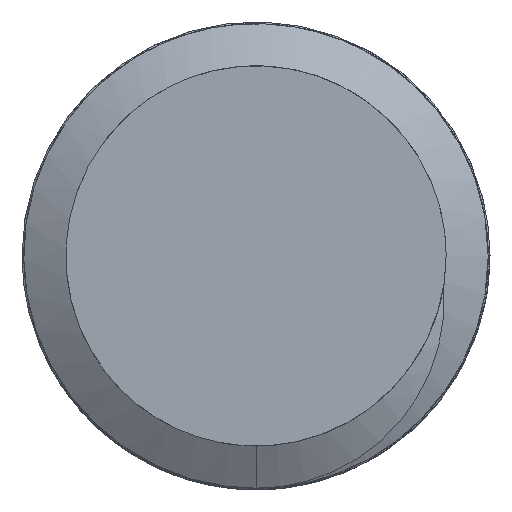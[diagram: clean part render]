
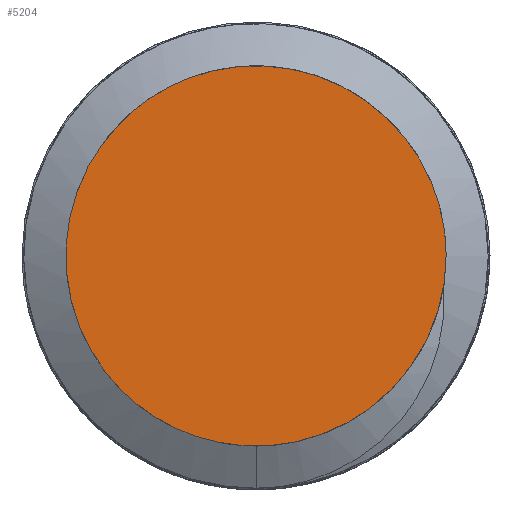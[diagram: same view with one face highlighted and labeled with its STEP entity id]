
A CAD part, front view. The second image highlights one B-rep face of the part: STEP entity #5204.
In plain terms, the highlighted free-form (B-spline) face has degree [1, 1] with [2, 2] control points.
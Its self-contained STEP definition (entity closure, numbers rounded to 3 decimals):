
#4698=CARTESIAN_POINT('',(3.25,0.,0.));
#4699=VERTEX_POINT('',#4698);
#4700=CARTESIAN_POINT('',(3.25,0.,0.));
#4701=CARTESIAN_POINT('',(3.25,0.,-5.629));
#4702=CARTESIAN_POINT('',(-1.625,0.,-2.815));
#4703=CARTESIAN_POINT('',(-6.5,0.,0.));
#4704=CARTESIAN_POINT('',(-1.625,0.,2.815));
#4705=CARTESIAN_POINT('',(3.25,0.,5.629));
#4706=CARTESIAN_POINT('',(3.25,0.,0.));
#4707=(BOUNDED_CURVE()B_SPLINE_CURVE(2,(#4700,#4701,#4702,#4703,#4704,#4705,#4706),.CIRCULAR_ARC.,.T.,.U.)B_SPLINE_CURVE_WITH_KNOTS((3,2,2,3),(0.,0.333,0.667,1.),.UNSPECIFIED.)CURVE()GEOMETRIC_REPRESENTATION_ITEM()RATIONAL_B_SPLINE_CURVE((1.,0.5,1.,0.5,1.,0.5,1.))REPRESENTATION_ITEM(''));
#4708=EDGE_CURVE('',#4699,#4699,#4707,.T.);
#5196=CARTESIAN_POINT('',(9.192,0.,9.192));
#5197=CARTESIAN_POINT('',(9.192,0.,-9.192));
#5198=CARTESIAN_POINT('',(-9.192,0.,9.192));
#5199=CARTESIAN_POINT('',(-9.192,0.,-9.192));
#5200=B_SPLINE_SURFACE_WITH_KNOTS('',1,1,((#5196,#5197),(#5198,#5199)),.PLANE_SURF.,.F.,.F.,.U.,(2,2),(2,2),(0.,1.),(0.,1.),.UNSPECIFIED.);
#5201=ORIENTED_EDGE('',*,*,#4708,.F.);
#5202=EDGE_LOOP('',(#5201));
#5203=FACE_OUTER_BOUND('',#5202,.T.);
#5204=ADVANCED_FACE('',(#5203),#5200,.T.);
